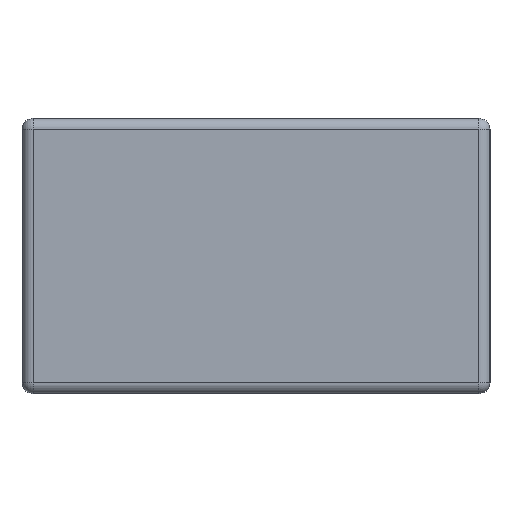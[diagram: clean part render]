
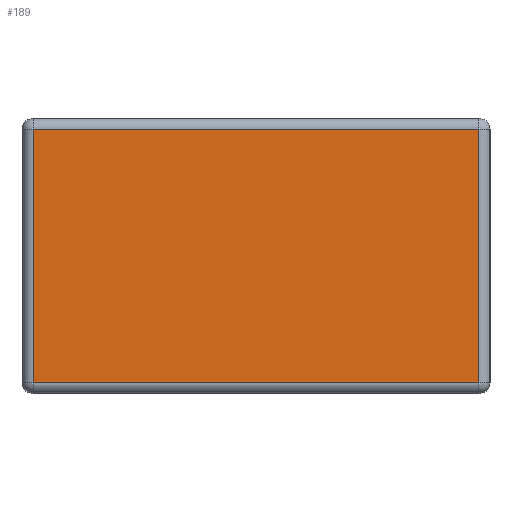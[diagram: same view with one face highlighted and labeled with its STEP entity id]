
A CAD part, left-side view. The second image highlights one B-rep face of the part: STEP entity #189.
In plain terms, the highlighted planar face has unit normal (-1, 0, 0).
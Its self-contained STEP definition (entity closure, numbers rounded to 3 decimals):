
#97 = EDGE_LOOP ( 'NONE', ( #98, #394, #391, #374 ) ) ;
#98 = ORIENTED_EDGE ( 'NONE', *, *, #99, .T. ) ;
#99 = EDGE_CURVE ( 'NONE', #100, #379, #765, .T. ) ;
#100 = VERTEX_POINT ( 'NONE', #752 ) ;
#189 = ADVANCED_FACE ( 'NONE', ( #868 ), #950, .F. ) ;
#374 = ORIENTED_EDGE ( 'NONE', *, *, #392, .T. ) ;
#378 = VERTEX_POINT ( 'NONE', #1659 ) ;
#379 = VERTEX_POINT ( 'NONE', #1658 ) ;
#391 = ORIENTED_EDGE ( 'NONE', *, *, #398, .T. ) ;
#392 = EDGE_CURVE ( 'NONE', #378, #100, #1668, .T. ) ;
#394 = ORIENTED_EDGE ( 'NONE', *, *, #395, .T. ) ;
#395 = EDGE_CURVE ( 'NONE', #379, #402, #1581, .T. ) ;
#398 = EDGE_CURVE ( 'NONE', #402, #378, #1644, .T. ) ;
#402 = VERTEX_POINT ( 'NONE', #1652 ) ;
#752 = CARTESIAN_POINT ( 'NONE',  ( -0.787, 0.405, 0.02 ) ) ;
#754 = DIRECTION ( 'NONE',  ( 0., -1., 0. ) ) ;
#757 = CARTESIAN_POINT ( 'NONE',  ( -0.787, 0.425, 0.02 ) ) ;
#762 = VECTOR ( 'NONE', #754, 1000. ) ;
#765 = LINE ( 'NONE', #757, #762 ) ;
#868 = FACE_OUTER_BOUND ( 'NONE', #97, .T. ) ;
#946 = DIRECTION ( 'NONE',  ( 0., 0., -1. ) ) ;
#947 = DIRECTION ( 'NONE',  ( 1., 0., 0. ) ) ;
#948 = CARTESIAN_POINT ( 'NONE',  ( -0.787, 0.425, 0. ) ) ;
#949 = AXIS2_PLACEMENT_3D ( 'NONE', #948, #947, #946 ) ;
#950 = PLANE ( 'NONE',  #949 ) ;
#1578 = DIRECTION ( 'NONE',  ( 0., 0., 1. ) ) ;
#1579 = VECTOR ( 'NONE', #1578, 1000. ) ;
#1580 = CARTESIAN_POINT ( 'NONE',  ( -0.787, -0.405, 0.5 ) ) ;
#1581 = LINE ( 'NONE', #1580, #1579 ) ;
#1639 = DIRECTION ( 'NONE',  ( 0., 1., 0. ) ) ;
#1640 = VECTOR ( 'NONE', #1639, 1000. ) ;
#1641 = CARTESIAN_POINT ( 'NONE',  ( -0.787, 0.425, 0.48 ) ) ;
#1644 = LINE ( 'NONE', #1641, #1640 ) ;
#1652 = CARTESIAN_POINT ( 'NONE',  ( -0.787, -0.405, 0.48 ) ) ;
#1658 = CARTESIAN_POINT ( 'NONE',  ( -0.787, -0.405, 0.02 ) ) ;
#1659 = CARTESIAN_POINT ( 'NONE',  ( -0.787, 0.405, 0.48 ) ) ;
#1665 = DIRECTION ( 'NONE',  ( 0., 0., -1. ) ) ;
#1666 = VECTOR ( 'NONE', #1665, 1000. ) ;
#1667 = CARTESIAN_POINT ( 'NONE',  ( -0.787, 0.405, 0. ) ) ;
#1668 = LINE ( 'NONE', #1667, #1666 ) ;
